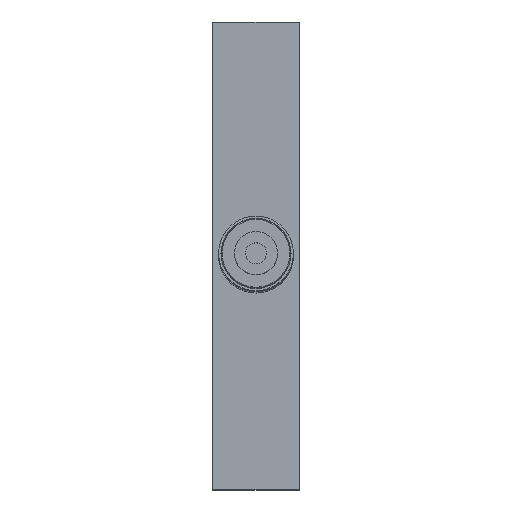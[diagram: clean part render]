
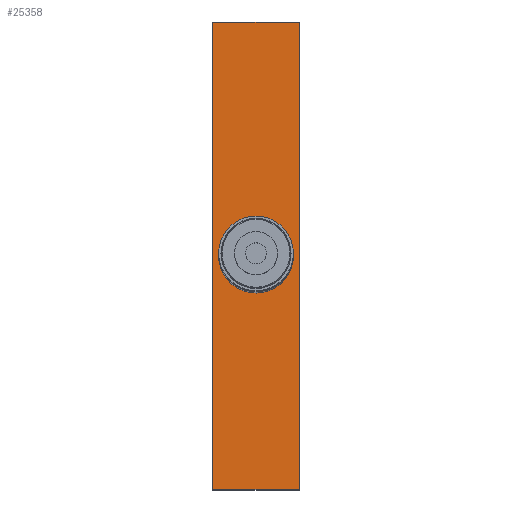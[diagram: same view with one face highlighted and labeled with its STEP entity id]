
A CAD part, top view. The second image highlights one B-rep face of the part: STEP entity #25358.
In plain terms, the highlighted planar face has unit normal (0, 0, 1).
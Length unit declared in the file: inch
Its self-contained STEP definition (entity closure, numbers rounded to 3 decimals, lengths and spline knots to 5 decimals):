
#24992=DIRECTION('',(0.,-1.,0.));
#24993=VECTOR('',#24992,2.);
#24994=CARTESIAN_POINT('',(-0.185,1.,0.75));
#24995=LINE('',#24994,#24993);
#25028=DIRECTION('',(1.,0.,0.));
#25029=VECTOR('',#25028,0.37);
#25030=CARTESIAN_POINT('',(-0.185,1.,0.75));
#25031=LINE('',#25030,#25029);
#25032=CARTESIAN_POINT('',(0.,0.,0.75));
#25033=DIRECTION('',(0.,0.,1.));
#25034=DIRECTION('',(1.,0.,0.));
#25035=AXIS2_PLACEMENT_3D('',#25032,#25033,#25034);
#25037=CARTESIAN_POINT('',(0.,0.,0.75));
#25038=DIRECTION('',(0.,0.,1.));
#25039=DIRECTION('',(-1.,0.,0.));
#25040=AXIS2_PLACEMENT_3D('',#25037,#25038,#25039);
#25066=DIRECTION('',(1.,0.,0.));
#25067=VECTOR('',#25066,0.37);
#25068=CARTESIAN_POINT('',(-0.185,-1.,0.75));
#25069=LINE('',#25068,#25067);
#25070=DIRECTION('',(0.,-1.,0.));
#25071=VECTOR('',#25070,2.);
#25072=CARTESIAN_POINT('',(0.185,1.,0.75));
#25073=LINE('',#25072,#25071);
#25246=CARTESIAN_POINT('',(-0.185,1.,0.75));
#25247=CARTESIAN_POINT('',(-0.185,-1.,0.75));
#25248=VERTEX_POINT('',#25246);
#25249=VERTEX_POINT('',#25247);
#25254=CARTESIAN_POINT('',(0.185,1.,0.75));
#25255=CARTESIAN_POINT('',(0.185,-1.,0.75));
#25256=VERTEX_POINT('',#25254);
#25257=VERTEX_POINT('',#25255);
#25298=CARTESIAN_POINT('',(0.14,0.,0.75));
#25299=CARTESIAN_POINT('',(-0.14,0.,0.75));
#25300=VERTEX_POINT('',#25298);
#25301=VERTEX_POINT('',#25299);
#25338=CARTESIAN_POINT('',(-0.185,1.,0.75));
#25339=DIRECTION('',(0.,0.,1.));
#25340=DIRECTION('',(0.,-1.,0.));
#25341=AXIS2_PLACEMENT_3D('',#25338,#25339,#25340);
#25342=PLANE('',#25341);
#25343=ORIENTED_EDGE('',*,*,#25315,.F.);
#25345=ORIENTED_EDGE('',*,*,#25344,.T.);
#25347=ORIENTED_EDGE('',*,*,#25346,.T.);
#25349=ORIENTED_EDGE('',*,*,#25348,.F.);
#25350=EDGE_LOOP('',(#25343,#25345,#25347,#25349));
#25351=FACE_OUTER_BOUND('',#25350,.F.);
#25353=ORIENTED_EDGE('',*,*,#25352,.T.);
#25355=ORIENTED_EDGE('',*,*,#25354,.T.);
#25356=EDGE_LOOP('',(#25353,#25355));
#25357=FACE_BOUND('',#25356,.F.);
#25358=ADVANCED_FACE('',(#25351,#25357),#25342,.T.);
#25036=CIRCLE('',#25035,0.14);
#25041=CIRCLE('',#25040,0.14);
#25315=EDGE_CURVE('',#25248,#25249,#24995,.T.);
#25344=EDGE_CURVE('',#25248,#25256,#25031,.T.);
#25346=EDGE_CURVE('',#25256,#25257,#25073,.T.);
#25348=EDGE_CURVE('',#25249,#25257,#25069,.T.);
#25352=EDGE_CURVE('',#25300,#25301,#25036,.T.);
#25354=EDGE_CURVE('',#25301,#25300,#25041,.T.);
